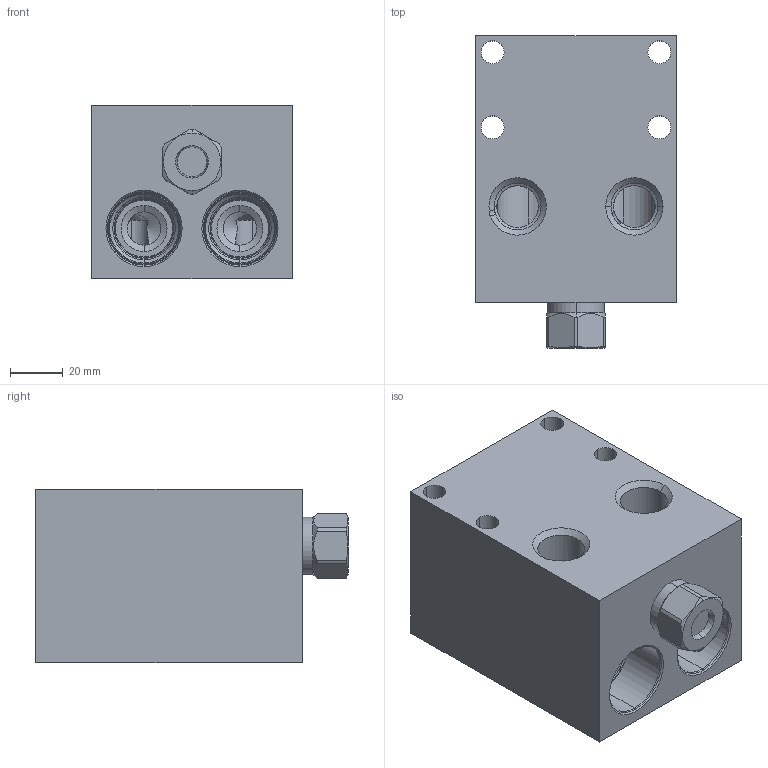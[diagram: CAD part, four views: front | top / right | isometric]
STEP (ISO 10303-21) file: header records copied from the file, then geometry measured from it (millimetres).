
FILE_DESCRIPTION((''),'2;1');
FILE_NAME('VWW_ASM','2020-08-25T',('ProEService'),(''),'PRO/ENGINEER BY PARAMETRIC TECHNOLOGY CORPORATION, 2014200','PRO/ENGINEER BY PARAMETRIC TECHNOLOGY CORPORATION, 2014200','');
FILE_SCHEMA(('CONFIG_CONTROL_DESIGN'));
Length unit declared in the file: inch
Products named in the file (3): 152-689-001; CSAAEXN; VWW_ASM
Assembly tree (2 placements, depth 2):
  VWW_ASM
    152-689-001
    CSAAEXN
Bounding box: 76.2 x 119.08 x 65.89 mm (x, y, z)
Volume: 413439.7 mm3; surface area: 70283 mm2
Topology: 3 solids, 5 shells, 307 faces, 941 edges, 751 vertices
Faces by surface type: cylinder 137, cone 88, plane 42, torus 34, revolution 6
Entity records: 12129 total; most frequent: CARTESIAN_POINT 3741, DIRECTION 1837, ORIENTED_EDGE 1438, EDGE_CURVE 719, AXIS2_PLACEMENT_3D 689, VECTOR 453, LINE 453, VERTEX_POINT 434
